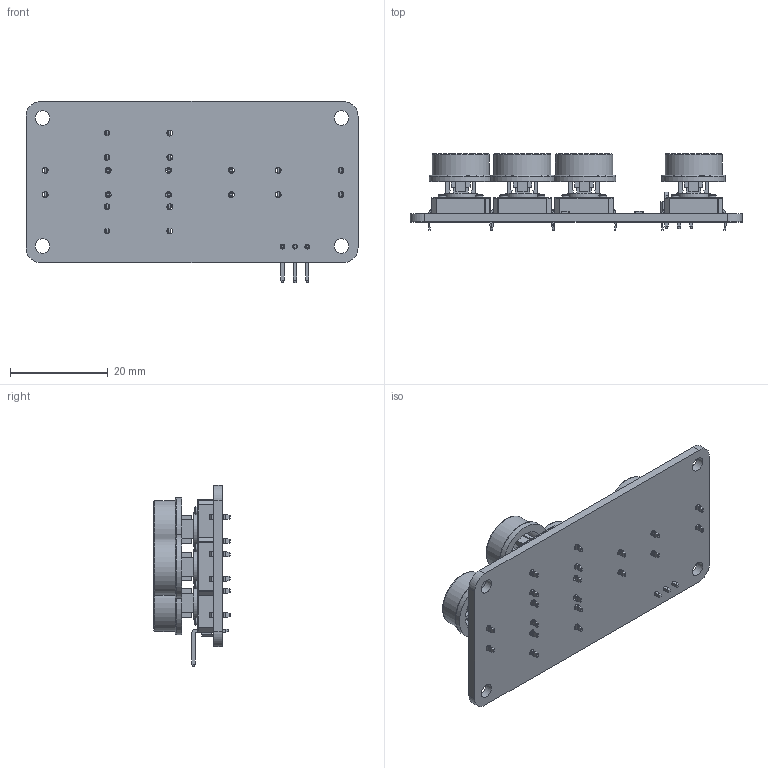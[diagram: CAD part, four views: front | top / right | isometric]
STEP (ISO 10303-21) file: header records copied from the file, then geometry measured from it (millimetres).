
FILE_DESCRIPTION(/* description */ (''),/* implementation_level */ '2;1');
FILE_NAME(/* name */ 'Keyes AD Key.stp',/* time_stamp */ '2018-08-26T00:48:03+02:00',/* author */ ('gabri'),/* organization */ (''),/* preprocessor_version */ 'ST-DEVELOPER v17',/* originating_system */ 'Autodesk Inventor 2019',/* authorisation */ '');
FILE_SCHEMA (('AUTOMOTIVE_DESIGN { 1 0 10303 214 3 1 1 }'));
Length unit declared in the file: millimetre
Products named in the file (1): Keyes AD Key
Bounding box: 68 x 15.6 x 37.09 mm (x, y, z)
Volume: 8408.8 mm3; surface area: 12606.3 mm2
Topology: 45 solids, 50 shells, 1778 faces, 4581 edges, 2971 vertices
Faces by surface type: plane 1034, cylinder 429, bspline 200, sphere 80, torus 35
Full cylindrical faces by diameter (mm): 1 x3, 1.2 x20, 1.6 x40, 1.7 x5, 3 x4, 6.85 x10, 11.7 x5, 13 x5
Entity records: 56940 total; most frequent: CARTESIAN_POINT 12535, ORIENTED_EDGE 9162, DIRECTION 8397, EDGE_CURVE 4581, LINE 3123, VECTOR 3123, VERTEX_POINT 2971, AXIS2_PLACEMENT_3D 2637
